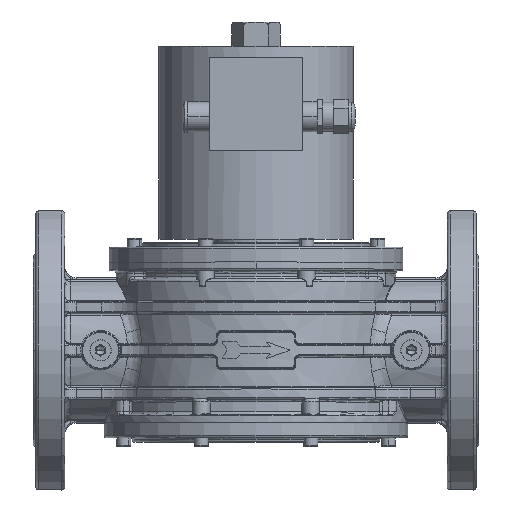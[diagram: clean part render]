
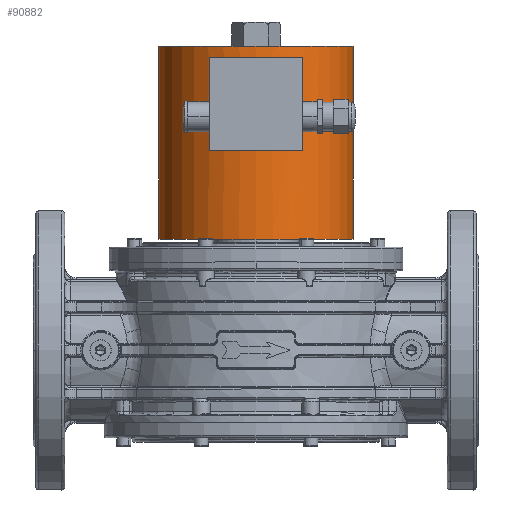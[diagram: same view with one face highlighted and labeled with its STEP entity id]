
A CAD part, top view. The second image highlights one B-rep face of the part: STEP entity #90882.
In plain terms, the highlighted cylindrical face has radius 67.5 mm (diameter 135 mm), a partial arc.
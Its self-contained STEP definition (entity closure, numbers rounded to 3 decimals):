
#89900=CARTESIAN_POINT('',(0.,-67.,0.));
#89901=DIRECTION('',(0.,1.,0.));
#89902=DIRECTION('',(-1.,0.,0.));
#89903=AXIS2_PLACEMENT_3D('',#89900,#89901,#89902);
#89915=DIRECTION('',(0.,1.,0.));
#89916=VECTOR('',#89915,134.);
#89917=CARTESIAN_POINT('',(67.5,-67.,0.));
#89918=LINE('',#89917,#89916);
#89919=DIRECTION('',(0.,1.,0.));
#89920=VECTOR('',#89919,134.);
#89921=CARTESIAN_POINT('',(-67.5,-67.,0.));
#89922=LINE('',#89921,#89920);
#89923=DIRECTION('',(0.,1.,0.));
#89924=VECTOR('',#89923,65.);
#89925=CARTESIAN_POINT('',(-32.5,-5.5,59.161));
#89926=LINE('',#89925,#89924);
#89927=CARTESIAN_POINT('',(0.,-5.5,0.));
#89928=DIRECTION('',(0.,1.,0.));
#89929=DIRECTION('',(-0.481,0.,0.876));
#89930=AXIS2_PLACEMENT_3D('',#89927,#89928,#89929);
#89932=DIRECTION('',(0.,1.,0.));
#89933=VECTOR('',#89932,65.);
#89934=CARTESIAN_POINT('',(32.5,-5.5,59.161));
#89935=LINE('',#89934,#89933);
#89936=CARTESIAN_POINT('',(0.,59.5,0.));
#89937=DIRECTION('',(0.,1.,0.));
#89938=DIRECTION('',(-0.481,0.,0.876));
#89939=AXIS2_PLACEMENT_3D('',#89936,#89937,#89938);
#89946=CARTESIAN_POINT('',(0.,67.,0.));
#89947=DIRECTION('',(0.,1.,0.));
#89948=DIRECTION('',(-1.,0.,0.));
#89949=AXIS2_PLACEMENT_3D('',#89946,#89947,#89948);
#90653=CARTESIAN_POINT('',(67.5,-67.,0.));
#90654=CARTESIAN_POINT('',(-67.5,-67.,0.));
#90655=VERTEX_POINT('',#90653);
#90656=VERTEX_POINT('',#90654);
#90657=CARTESIAN_POINT('',(67.5,67.,0.));
#90658=CARTESIAN_POINT('',(-67.5,67.,0.));
#90659=VERTEX_POINT('',#90657);
#90660=VERTEX_POINT('',#90658);
#90669=CARTESIAN_POINT('',(-32.5,-5.5,59.161));
#90670=CARTESIAN_POINT('',(-32.5,59.5,59.161));
#90671=VERTEX_POINT('',#90669);
#90672=VERTEX_POINT('',#90670);
#90673=CARTESIAN_POINT('',(32.5,-5.5,59.161));
#90674=VERTEX_POINT('',#90673);
#90675=CARTESIAN_POINT('',(32.5,59.5,59.161));
#90676=VERTEX_POINT('',#90675);
#90860=CARTESIAN_POINT('',(0.,-67.,0.));
#90861=DIRECTION('',(0.,1.,0.));
#90862=DIRECTION('',(1.,0.,0.));
#90863=AXIS2_PLACEMENT_3D('',#90860,#90861,#90862);
#90864=CYLINDRICAL_SURFACE('',#90863,67.5);
#90865=ORIENTED_EDGE('',*,*,#90834,.F.);
#90866=ORIENTED_EDGE('',*,*,#90855,.T.);
#90868=ORIENTED_EDGE('',*,*,#90867,.T.);
#90869=ORIENTED_EDGE('',*,*,#90851,.F.);
#90870=EDGE_LOOP('',(#90865,#90866,#90868,#90869));
#90871=FACE_OUTER_BOUND('',#90870,.F.);
#90873=ORIENTED_EDGE('',*,*,#90872,.F.);
#90875=ORIENTED_EDGE('',*,*,#90874,.T.);
#90877=ORIENTED_EDGE('',*,*,#90876,.T.);
#90879=ORIENTED_EDGE('',*,*,#90878,.F.);
#90880=EDGE_LOOP('',(#90873,#90875,#90877,#90879));
#90881=FACE_BOUND('',#90880,.F.);
#90882=ADVANCED_FACE('',(#90871,#90881),#90864,.T.);
#89904=CIRCLE('',#89903,67.5);
#89931=CIRCLE('',#89930,67.5);
#89940=CIRCLE('',#89939,67.5);
#89950=CIRCLE('',#89949,67.5);
#90834=EDGE_CURVE('',#90656,#90655,#89904,.T.);
#90851=EDGE_CURVE('',#90655,#90659,#89918,.T.);
#90855=EDGE_CURVE('',#90656,#90660,#89922,.T.);
#90867=EDGE_CURVE('',#90660,#90659,#89950,.T.);
#90872=EDGE_CURVE('',#90671,#90672,#89926,.T.);
#90874=EDGE_CURVE('',#90671,#90674,#89931,.T.);
#90876=EDGE_CURVE('',#90674,#90676,#89935,.T.);
#90878=EDGE_CURVE('',#90672,#90676,#89940,.T.);
